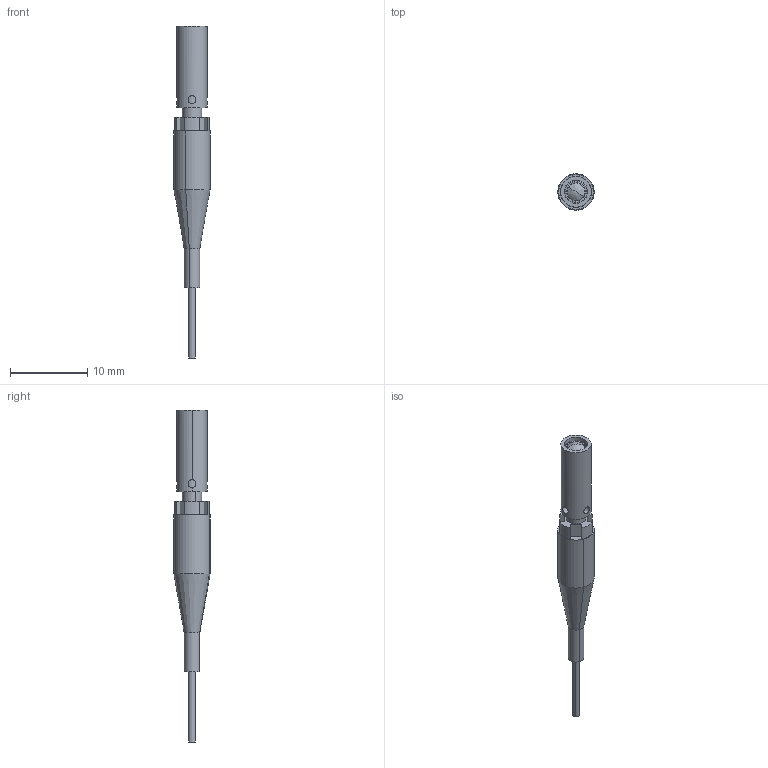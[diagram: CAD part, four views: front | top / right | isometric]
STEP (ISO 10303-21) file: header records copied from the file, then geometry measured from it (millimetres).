
FILE_DESCRIPTION (( 'STEP AP214' ), '1' );
FILE_NAME ('17375-E0W.STEP', '2010-12-17T20:08:13', ( 'Admin' ), ( 'Thorlabs, Inc.' ), 'SwSTEP 2.0', 'SolidWorks 2009', '' );
FILE_SCHEMA (( 'AUTOMOTIVE_DESIGN' ));
Length unit declared in the file: millimetre
Products named in the file (1): 17375-E0W
Bounding box: 4.7 x 4.7 x 43.02 mm (x, y, z)
Surface area: 684.3 mm2 (no closed solid volume)
Topology: 0 solids, 7 shells, 57 faces, 154 edges, 101 vertices
Faces by surface type: cylinder 28, plane 19, torus 4, cone 4, bspline 2
Entity records: 3144 total; most frequent: CARTESIAN_POINT 1085, DIRECTION 306, ORIENTED_EDGE 256, EDGE_CURVE 152, AXIS2_PLACEMENT_3D 118, VERTEX_POINT 101, LINE 70, VECTOR 70
